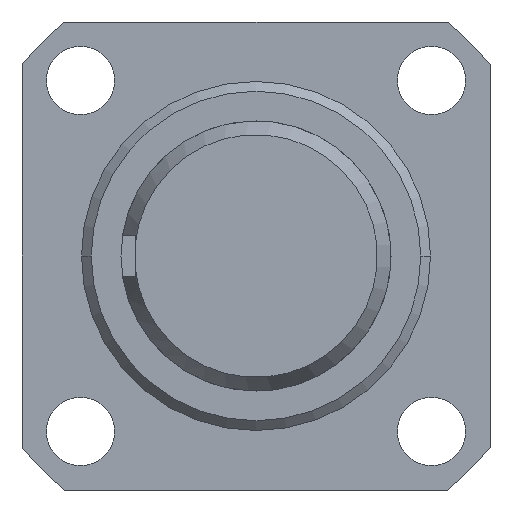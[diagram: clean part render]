
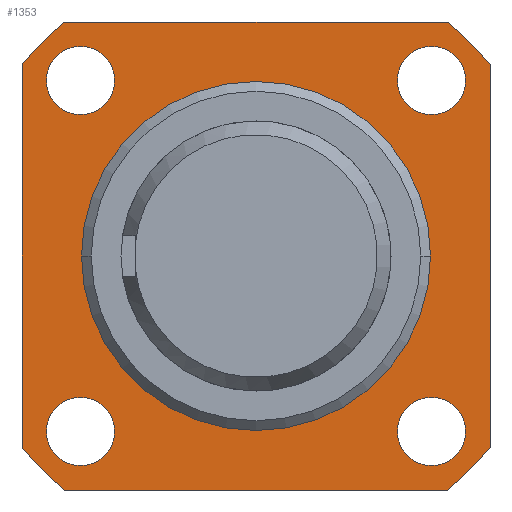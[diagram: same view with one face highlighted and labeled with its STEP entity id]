
A CAD part, left-side view. The second image highlights one B-rep face of the part: STEP entity #1353.
In plain terms, the highlighted planar face has unit normal (-1, 0, 0).
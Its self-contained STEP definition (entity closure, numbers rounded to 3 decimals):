
#273=DIRECTION('',(0.,1.,0.));
#274=VECTOR('',#273,19.621);
#275=CARTESIAN_POINT('',(0.7,-9.811,12.));
#276=LINE('155',#275,#274);
#277=CARTESIAN_POINT('',(0.7,0.,0.));
#278=DIRECTION('',(1.,0.,0.));
#279=DIRECTION('',(0.,-0.633,0.774));
#280=AXIS2_PLACEMENT_3D('',#277,#278,#279);
#282=DIRECTION('',(0.,0.,1.));
#283=VECTOR('',#282,19.621);
#284=CARTESIAN_POINT('',(0.7,-12.,-9.811));
#285=LINE('156',#284,#283);
#286=CARTESIAN_POINT('',(0.7,0.,0.));
#287=DIRECTION('',(1.,0.,0.));
#288=DIRECTION('',(0.,-0.774,-0.633));
#289=AXIS2_PLACEMENT_3D('',#286,#287,#288);
#291=DIRECTION('',(0.,-1.,0.));
#292=VECTOR('',#291,19.621);
#293=CARTESIAN_POINT('',(0.7,9.811,-12.));
#294=LINE('157',#293,#292);
#295=CARTESIAN_POINT('',(0.7,0.,0.));
#296=DIRECTION('',(1.,0.,0.));
#297=DIRECTION('',(0.,0.633,-0.774));
#298=AXIS2_PLACEMENT_3D('',#295,#296,#297);
#300=DIRECTION('',(0.,0.,-1.));
#301=VECTOR('',#300,19.621);
#302=CARTESIAN_POINT('',(0.7,12.,9.811));
#303=LINE('158',#302,#301);
#304=CARTESIAN_POINT('',(0.7,0.,0.));
#305=DIRECTION('',(1.,0.,0.));
#306=DIRECTION('',(0.,0.774,0.633));
#307=AXIS2_PLACEMENT_3D('',#304,#305,#306);
#309=CARTESIAN_POINT('',(0.7,9.,-9.));
#310=DIRECTION('',(1.,0.,0.));
#311=DIRECTION('',(0.,0.,-1.));
#312=AXIS2_PLACEMENT_3D('',#309,#310,#311);
#314=CARTESIAN_POINT('',(0.7,9.,-9.));
#315=DIRECTION('',(1.,0.,0.));
#316=DIRECTION('',(0.,0.,1.));
#317=AXIS2_PLACEMENT_3D('',#314,#315,#316);
#319=CARTESIAN_POINT('',(0.7,9.,9.));
#320=DIRECTION('',(1.,0.,0.));
#321=DIRECTION('',(0.,0.,-1.));
#322=AXIS2_PLACEMENT_3D('',#319,#320,#321);
#324=CARTESIAN_POINT('',(0.7,9.,9.));
#325=DIRECTION('',(1.,0.,0.));
#326=DIRECTION('',(0.,0.,1.));
#327=AXIS2_PLACEMENT_3D('',#324,#325,#326);
#329=CARTESIAN_POINT('',(0.7,-9.,9.));
#330=DIRECTION('',(1.,0.,0.));
#331=DIRECTION('',(0.,0.,-1.));
#332=AXIS2_PLACEMENT_3D('',#329,#330,#331);
#334=CARTESIAN_POINT('',(0.7,-9.,9.));
#335=DIRECTION('',(1.,0.,0.));
#336=DIRECTION('',(0.,0.,1.));
#337=AXIS2_PLACEMENT_3D('',#334,#335,#336);
#339=CARTESIAN_POINT('',(0.7,-9.,-9.));
#340=DIRECTION('',(1.,0.,0.));
#341=DIRECTION('',(0.,0.,-1.));
#342=AXIS2_PLACEMENT_3D('',#339,#340,#341);
#344=CARTESIAN_POINT('',(0.7,-9.,-9.));
#345=DIRECTION('',(1.,0.,0.));
#346=DIRECTION('',(0.,0.,1.));
#347=AXIS2_PLACEMENT_3D('',#344,#345,#346);
#373=CARTESIAN_POINT('',(0.7,0.,0.));
#374=DIRECTION('',(1.,0.,0.));
#375=DIRECTION('',(0.,1.,0.));
#376=AXIS2_PLACEMENT_3D('',#373,#374,#375);
#386=CARTESIAN_POINT('',(0.7,0.,0.));
#387=DIRECTION('',(1.,0.,0.));
#388=DIRECTION('',(0.,-1.,0.));
#389=AXIS2_PLACEMENT_3D('',#386,#387,#388);
#723=CARTESIAN_POINT('',(0.7,8.95,0.));
#724=VERTEX_POINT('',#723);
#725=CARTESIAN_POINT('',(0.7,-8.95,0.));
#726=VERTEX_POINT('',#725);
#802=CARTESIAN_POINT('',(0.7,-9.811,12.));
#803=CARTESIAN_POINT('',(0.7,9.811,12.));
#804=VERTEX_POINT('',#802);
#805=VERTEX_POINT('',#803);
#806=CARTESIAN_POINT('',(0.7,-12.,-9.811));
#807=CARTESIAN_POINT('',(0.7,-12.,9.811));
#808=VERTEX_POINT('',#806);
#809=VERTEX_POINT('',#807);
#810=CARTESIAN_POINT('',(0.7,9.811,-12.));
#811=CARTESIAN_POINT('',(0.7,-9.811,-12.));
#812=VERTEX_POINT('',#810);
#813=VERTEX_POINT('',#811);
#814=CARTESIAN_POINT('',(0.7,12.,9.811));
#815=CARTESIAN_POINT('',(0.7,12.,-9.811));
#816=VERTEX_POINT('',#814);
#817=VERTEX_POINT('',#815);
#854=CARTESIAN_POINT('',(0.7,9.,-10.75));
#855=CARTESIAN_POINT('',(0.7,9.,-7.25));
#856=VERTEX_POINT('',#854);
#857=VERTEX_POINT('',#855);
#858=CARTESIAN_POINT('',(0.7,9.,7.25));
#859=CARTESIAN_POINT('',(0.7,9.,10.75));
#860=VERTEX_POINT('',#858);
#861=VERTEX_POINT('',#859);
#862=CARTESIAN_POINT('',(0.7,-9.,7.25));
#863=CARTESIAN_POINT('',(0.7,-9.,10.75));
#864=VERTEX_POINT('',#862);
#865=VERTEX_POINT('',#863);
#866=CARTESIAN_POINT('',(0.7,-9.,-10.75));
#867=CARTESIAN_POINT('',(0.7,-9.,-7.25));
#868=VERTEX_POINT('',#866);
#869=VERTEX_POINT('',#867);
#1302=CARTESIAN_POINT('',(0.7,0.,0.));
#1303=DIRECTION('',(1.,0.,0.));
#1304=DIRECTION('',(0.,0.,-1.));
#1305=AXIS2_PLACEMENT_3D('',#1302,#1303,#1304);
#1306=PLANE('59',#1305);
#1307=ORIENTED_EDGE('155',*,*,#1267,.F.);
#1308=ORIENTED_EDGE('198',*,*,#1286,.T.);
#1310=ORIENTED_EDGE('156',*,*,#1309,.F.);
#1312=ORIENTED_EDGE('197',*,*,#1311,.T.);
#1314=ORIENTED_EDGE('157',*,*,#1313,.F.);
#1316=ORIENTED_EDGE('196',*,*,#1315,.T.);
#1318=ORIENTED_EDGE('158',*,*,#1317,.F.);
#1320=ORIENTED_EDGE('185',*,*,#1319,.T.);
#1321=EDGE_LOOP('59',(#1307,#1308,#1310,#1312,#1314,#1316,#1318,#1320));
#1322=FACE_OUTER_BOUND('59',#1321,.F.);
#1324=ORIENTED_EDGE('106',*,*,#1323,.F.);
#1326=ORIENTED_EDGE('107',*,*,#1325,.F.);
#1327=EDGE_LOOP('59',(#1324,#1326));
#1328=FACE_BOUND('59',#1327,.F.);
#1330=ORIENTED_EDGE('282',*,*,#1329,.F.);
#1332=ORIENTED_EDGE('283',*,*,#1331,.F.);
#1333=EDGE_LOOP('59',(#1330,#1332));
#1334=FACE_BOUND('59',#1333,.F.);
#1336=ORIENTED_EDGE('284',*,*,#1335,.F.);
#1338=ORIENTED_EDGE('285',*,*,#1337,.F.);
#1339=EDGE_LOOP('59',(#1336,#1338));
#1340=FACE_BOUND('59',#1339,.F.);
#1342=ORIENTED_EDGE('286',*,*,#1341,.F.);
#1344=ORIENTED_EDGE('287',*,*,#1343,.F.);
#1345=EDGE_LOOP('59',(#1342,#1344));
#1346=FACE_BOUND('59',#1345,.F.);
#1348=ORIENTED_EDGE('288',*,*,#1347,.F.);
#1350=ORIENTED_EDGE('289',*,*,#1349,.F.);
#1351=EDGE_LOOP('59',(#1348,#1350));
#1352=FACE_BOUND('59',#1351,.F.);
#281=CIRCLE('198',#280,15.5);
#290=CIRCLE('197',#289,15.5);
#299=CIRCLE('196',#298,15.5);
#308=CIRCLE('185',#307,15.5);
#313=CIRCLE('282',#312,1.75);
#318=CIRCLE('283',#317,1.75);
#323=CIRCLE('284',#322,1.75);
#328=CIRCLE('285',#327,1.75);
#333=CIRCLE('286',#332,1.75);
#338=CIRCLE('287',#337,1.75);
#343=CIRCLE('288',#342,1.75);
#348=CIRCLE('289',#347,1.75);
#377=CIRCLE('106',#376,8.95);
#390=CIRCLE('107',#389,8.95);
#1267=EDGE_CURVE('155',#804,#805,#276,.T.);
#1286=EDGE_CURVE('198',#804,#809,#281,.T.);
#1309=EDGE_CURVE('156',#808,#809,#285,.T.);
#1311=EDGE_CURVE('197',#808,#813,#290,.T.);
#1313=EDGE_CURVE('157',#812,#813,#294,.T.);
#1315=EDGE_CURVE('196',#812,#817,#299,.T.);
#1317=EDGE_CURVE('158',#816,#817,#303,.T.);
#1319=EDGE_CURVE('185',#816,#805,#308,.T.);
#1323=EDGE_CURVE('106',#724,#726,#377,.T.);
#1325=EDGE_CURVE('107',#726,#724,#390,.T.);
#1329=EDGE_CURVE('282',#856,#857,#313,.T.);
#1331=EDGE_CURVE('283',#857,#856,#318,.T.);
#1335=EDGE_CURVE('284',#860,#861,#323,.T.);
#1337=EDGE_CURVE('285',#861,#860,#328,.T.);
#1341=EDGE_CURVE('286',#864,#865,#333,.T.);
#1343=EDGE_CURVE('287',#865,#864,#338,.T.);
#1347=EDGE_CURVE('288',#868,#869,#343,.T.);
#1349=EDGE_CURVE('289',#869,#868,#348,.T.);
#1353=ADVANCED_FACE('59',(#1322,#1328,#1334,#1340,#1346,#1352),#1306,.F.);
